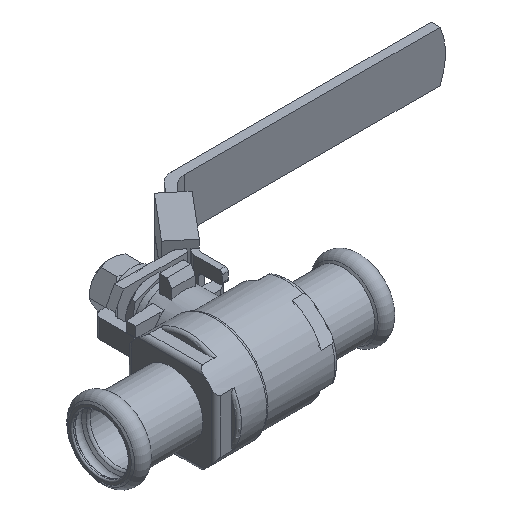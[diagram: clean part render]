
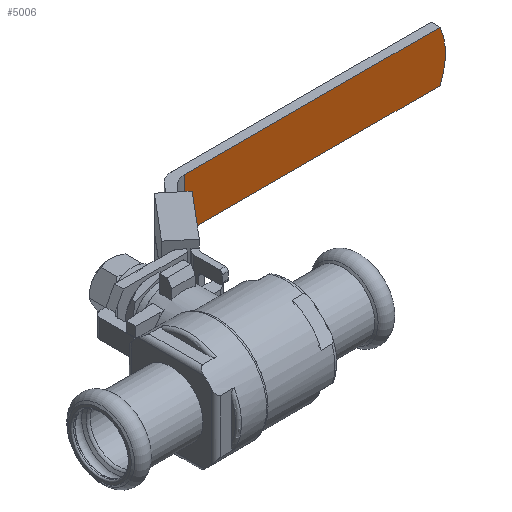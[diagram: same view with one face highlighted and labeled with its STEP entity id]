
A CAD part, isometric view. The second image highlights one B-rep face of the part: STEP entity #5006.
In plain terms, the highlighted planar face has unit normal (0, -1, 0).
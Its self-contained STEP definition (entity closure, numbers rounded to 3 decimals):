
#421=CIRCLE('',#5337,21.);
#1489=ORIENTED_EDGE('',*,*,#2563,.F.);
#1490=ORIENTED_EDGE('',*,*,#2693,.F.);
#1491=ORIENTED_EDGE('',*,*,#2672,.T.);
#1492=ORIENTED_EDGE('',*,*,#2694,.T.);
#2563=EDGE_CURVE('',#3246,#3247,#421,.T.);
#2672=EDGE_CURVE('',#3327,#3326,#3683,.T.);
#2693=EDGE_CURVE('',#3327,#3246,#3700,.T.);
#2694=EDGE_CURVE('',#3326,#3247,#3701,.T.);
#3246=VERTEX_POINT('',#9821);
#3247=VERTEX_POINT('',#9822);
#3326=VERTEX_POINT('',#10063);
#3327=VERTEX_POINT('',#10065);
#3683=LINE('',#10064,#4014);
#3700=LINE('',#10100,#4031);
#3701=LINE('',#10101,#4032);
#4014=VECTOR('',#6268,1000.);
#4031=VECTOR('',#6317,1000.);
#4032=VECTOR('',#6318,1000.);
#4277=EDGE_LOOP('',(#1489,#1490,#1491,#1492));
#4596=FACE_BOUND('',#4277,.T.);
#4819=PLANE('',#5397);
#5006=ADVANCED_FACE('',(#4596),#4819,.F.);
#5337=AXIS2_PLACEMENT_3D('',#9820,#6097,#6098);
#5397=AXIS2_PLACEMENT_3D('',#10099,#6315,#6316);
#6097=DIRECTION('',(0.,1.,0.));
#6098=DIRECTION('',(-1.,0.,0.));
#6268=DIRECTION('',(0.,0.,-1.));
#6315=DIRECTION('',(0.,1.,0.));
#6316=DIRECTION('',(-1.,0.,0.));
#6317=DIRECTION('',(1.,0.,0.));
#6318=DIRECTION('',(1.,0.,0.));
#9820=CARTESIAN_POINT('',(102.,55.8,0.));
#9821=CARTESIAN_POINT('',(121.203,55.8,8.5));
#9822=CARTESIAN_POINT('',(121.203,55.8,-8.5));
#10063=CARTESIAN_POINT('',(35.396,55.8,-8.5));
#10064=CARTESIAN_POINT('',(35.396,55.8,8.5));
#10065=CARTESIAN_POINT('',(35.396,55.8,8.5));
#10099=CARTESIAN_POINT('',(35.396,55.8,8.5));
#10100=CARTESIAN_POINT('',(35.396,55.8,8.5));
#10101=CARTESIAN_POINT('',(35.396,55.8,-8.5));
